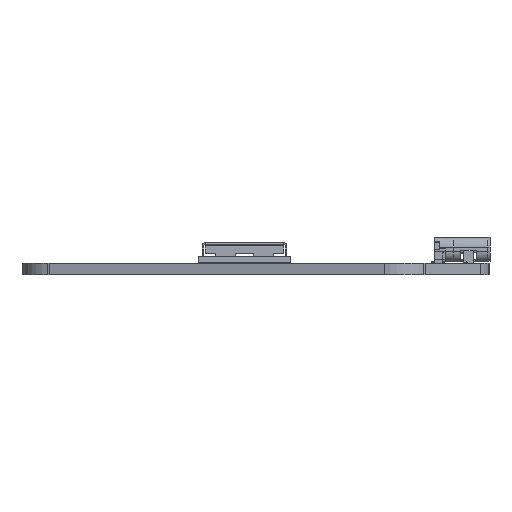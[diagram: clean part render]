
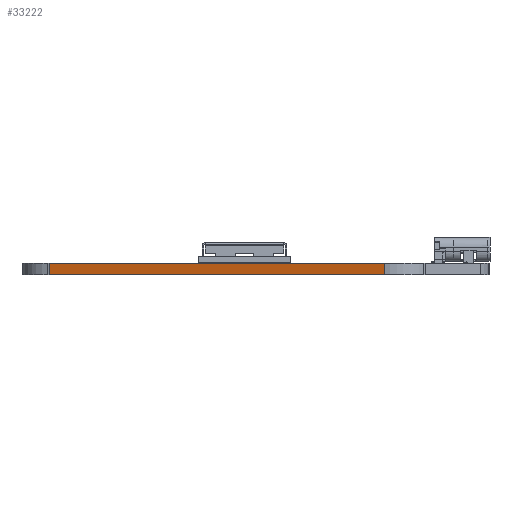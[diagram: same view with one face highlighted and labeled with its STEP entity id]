
A CAD part, left-side view. The second image highlights one B-rep face of the part: STEP entity #33222.
In plain terms, the highlighted planar face has unit normal (-0.954, 0.299, 0).
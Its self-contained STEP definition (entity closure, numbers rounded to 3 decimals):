
#31726 = VERTEX_POINT('',#31727);
#31727 = CARTESIAN_POINT('',(118.464,-64.284,0.));
#31733 = EDGE_CURVE('',#31734,#31726,#31736,.T.);
#31734 = VERTEX_POINT('',#31735);
#31735 = CARTESIAN_POINT('',(104.588,-108.575,0.));
#31736 = LINE('',#31737,#31738);
#31737 = CARTESIAN_POINT('',(104.588,-108.575,0.));
#31738 = VECTOR('',#31739,1.);
#31739 = DIRECTION('',(0.299,0.954,0.));
#32306 = VERTEX_POINT('',#32307);
#32307 = CARTESIAN_POINT('',(118.464,-64.284,1.51));
#32313 = EDGE_CURVE('',#32314,#32306,#32316,.T.);
#32314 = VERTEX_POINT('',#32315);
#32315 = CARTESIAN_POINT('',(104.588,-108.575,1.51));
#32316 = LINE('',#32317,#32318);
#32317 = CARTESIAN_POINT('',(104.588,-108.575,1.51));
#32318 = VECTOR('',#32319,1.);
#32319 = DIRECTION('',(0.299,0.954,0.));
#33192 = EDGE_CURVE('',#31726,#32306,#33193,.T.);
#33193 = LINE('',#33194,#33195);
#33194 = CARTESIAN_POINT('',(118.464,-64.284,0.));
#33195 = VECTOR('',#33196,1.);
#33196 = DIRECTION('',(0.,0.,1.));
#33222 = ADVANCED_FACE('',(#33223),#33234,.T.);
#33223 = FACE_BOUND('',#33224,.T.);
#33224 = EDGE_LOOP('',(#33225,#33231,#33232,#33233));
#33225 = ORIENTED_EDGE('',*,*,#33226,.T.);
#33226 = EDGE_CURVE('',#31734,#32314,#33227,.T.);
#33227 = LINE('',#33228,#33229);
#33228 = CARTESIAN_POINT('',(104.588,-108.575,0.));
#33229 = VECTOR('',#33230,1.);
#33230 = DIRECTION('',(0.,0.,1.));
#33231 = ORIENTED_EDGE('',*,*,#32313,.T.);
#33232 = ORIENTED_EDGE('',*,*,#33192,.F.);
#33233 = ORIENTED_EDGE('',*,*,#31733,.F.);
#33234 = PLANE('',#33235);
#33235 = AXIS2_PLACEMENT_3D('',#33236,#33237,#33238);
#33236 = CARTESIAN_POINT('',(104.588,-108.575,0.));
#33237 = DIRECTION('',(-0.954,0.299,0.));
#33238 = DIRECTION('',(0.299,0.954,0.));
